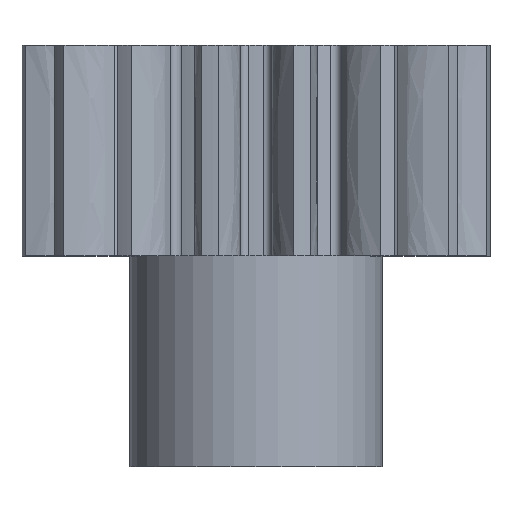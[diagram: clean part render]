
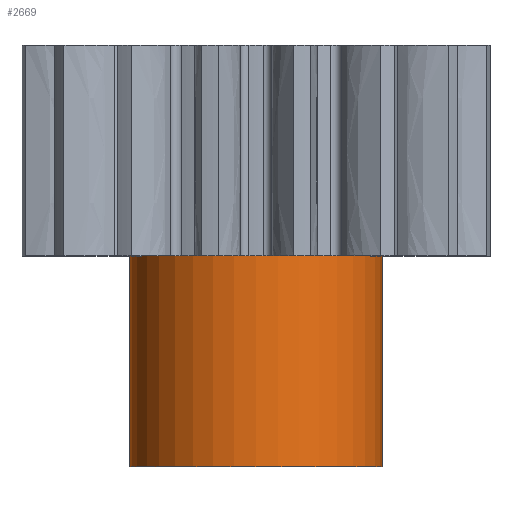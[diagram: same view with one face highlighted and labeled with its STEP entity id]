
A CAD part, top view. The second image highlights one B-rep face of the part: STEP entity #2669.
In plain terms, the highlighted cylindrical face has radius 3 mm (diameter 6 mm), a full revolution.
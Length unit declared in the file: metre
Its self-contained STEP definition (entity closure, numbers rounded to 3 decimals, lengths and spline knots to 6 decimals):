
#108=CYLINDRICAL_SURFACE('',#2920,0.003);
#1222=ORIENTED_EDGE('',*,*,#1754,.F.);
#1223=ORIENTED_EDGE('',*,*,#1606,.T.);
#1606=EDGE_CURVE('',#2001,#2001,#2188,.T.);
#1754=EDGE_CURVE('',#2068,#2068,#2238,.T.);
#2001=VERTEX_POINT('',#5146);
#2068=VERTEX_POINT('',#7171);
#2188=CIRCLE('',#2821,0.003);
#2238=CIRCLE('',#2921,0.003);
#2339=EDGE_LOOP('',(#1222));
#2340=EDGE_LOOP('',(#1223));
#2483=FACE_BOUND('',#2339,.T.);
#2484=FACE_BOUND('',#2340,.T.);
#2669=ADVANCED_FACE('',(#2483,#2484),#108,.T.);
#2821=AXIS2_PLACEMENT_3D('',#5145,#3228,#3229);
#2920=AXIS2_PLACEMENT_3D('',#7169,#3492,#3493);
#2921=AXIS2_PLACEMENT_3D('',#7170,#3494,#3495);
#3228=DIRECTION('',(0.,-1.,0.));
#3229=DIRECTION('',(0.,0.,-1.));
#3492=DIRECTION('',(0.,1.,0.));
#3493=DIRECTION('',(0.,0.,1.));
#3494=DIRECTION('',(0.,-1.,0.));
#3495=DIRECTION('',(0.,0.,-1.));
#5145=CARTESIAN_POINT('',(0.,-0.005,0.));
#5146=CARTESIAN_POINT('',(0.,-0.005,-0.003));
#7169=CARTESIAN_POINT('',(0.,-0.01,0.));
#7170=CARTESIAN_POINT('',(0.,-0.01,0.));
#7171=CARTESIAN_POINT('',(0.,-0.01,-0.003));
